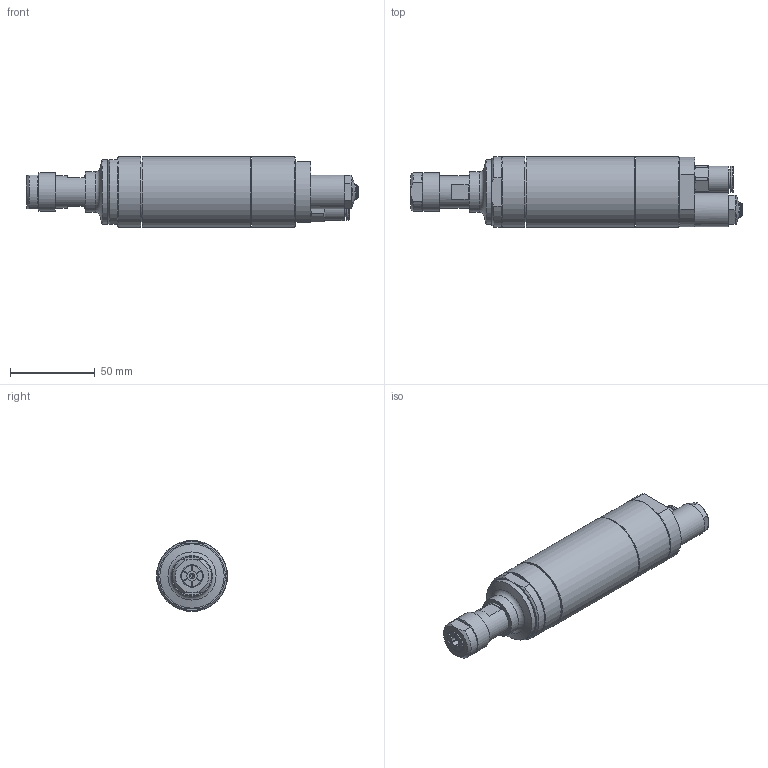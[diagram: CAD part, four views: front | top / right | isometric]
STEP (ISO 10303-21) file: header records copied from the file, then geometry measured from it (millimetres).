
FILE_DESCRIPTION(/* description */ (''),/* implementation_level */ '2;1');
FILE_NAME(/* name */ 'PGAS 4-24 RS_P60003637.stp',/* time_stamp */ '2022-04-11T10:25:06+02:00',/* author */ ('IBasyouni'),/* organization */ (''),/* preprocessor_version */ 'ST-DEVELOPER v18.1',/* originating_system */ 'Autodesk Inventor 2021',/* authorisation */ '');
FILE_SCHEMA (('AUTOMOTIVE_DESIGN { 1 0 10303 214 3 1 1 }'));
Length unit declared in the file: millimetre
Products named in the file (1): PGAS 4-24 RS_P60003637
Bounding box: 196.42 x 42 x 42 mm (x, y, z)
Volume: 190888.6 mm3; surface area: 32656.4 mm2
Topology: 1 solids, 4 shells, 349 faces, 922 edges, 592 vertices
Faces by surface type: plane 197, cone 70, cylinder 62, bspline 13, torus 7
Full cylindrical faces by diameter (mm): 1.6 x1, 6 x1, 6.5 x1, 7.5 x1, 9 x1, 10 x1, 10.5 x1, 11.2 x1, 11.445 x1, 13.2 x1, 15.5 x1, 15.75 x1, 19 x2, 19.5 x1, 20 x1, 23 x1, 24 x1, 36 x1, 36.789 x1, 38 x1, 41.5 x2, 42 x1
Entity records: 11602 total; most frequent: CARTESIAN_POINT 2784, ORIENTED_EDGE 1842, DIRECTION 1686, EDGE_CURVE 921, AXIS2_PLACEMENT_3D 624, VERTEX_POINT 592, LINE 438, VECTOR 438
